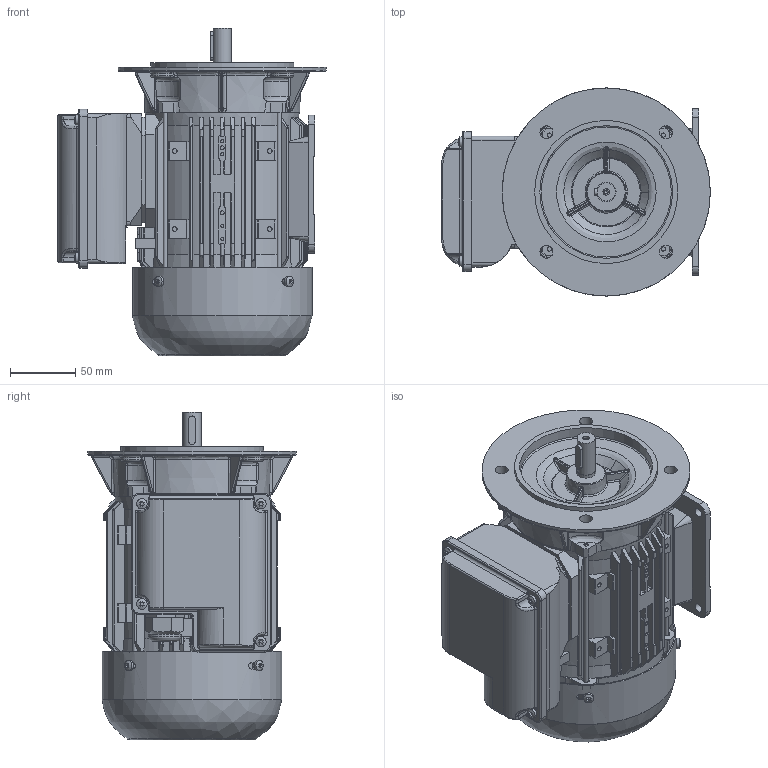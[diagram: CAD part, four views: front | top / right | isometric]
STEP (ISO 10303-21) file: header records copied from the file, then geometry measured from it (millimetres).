
FILE_DESCRIPTION(/* description */ (''),/* implementation_level */ '2;1');
FILE_NAME(/* name */ 'DIS GORUNUS QM71 PA.stp',/* time_stamp */ '2023-09-26T11:45:08+03:00',/* author */ (''),/* organization */ (''),/* preprocessor_version */ 'ST-DEVELOPER v18.102',/* originating_system */ 'SIEMENS PLM Software NX2206.8101',/* authorisation */ '');
FILE_SCHEMA (('AUTOMOTIVE_DESIGN { 1 0 10303 214 3 1 1 1 }'));
Products named in the file (13): BY6424130xx_004-TKK_QM63-80; BY6434017xx_004-TK_QM63-80; BY6432282xx_005-MOTOR_KAPAGI_QS71FA_ISLEME_YENI; 641304741_AZ-KAMA PARALEL A 5x5x22 St50 DIN6885; BY6424098xx_006-AYAK_QS71_SOL_63191ID; BY6424097xx_006-AYAK_QS71_SAG_63193ID; BY6423004xx_005-FAN_KAPAGI_QS71; 6425006xx_AC-QS71_FAN; AR-000001532980_001-QE71 MIL; AR-000001532960_001-MOTOR_KAPAGI_QS71KTA_ISLEME; 6415186xx_AD-TERMINAL_KUTUSU_CONTASI_QS_63-80; BY6444009xx_006-GOVDE_QS71; AR-000001542368_001-DIS GORUNUS QM71 PA
Assembly tree (12 placements, depth 2):
  AR-000001542368_001-DIS GORUNUS QM71 PA
    BY6444009xx_006-GOVDE_QS71
    6415186xx_AD-TERMINAL_KUTUSU_CONTASI_QS_63-80
    AR-000001532960_001-MOTOR_KAPAGI_QS71KTA_ISLEME
    AR-000001532980_001-QE71 MIL
    6425006xx_AC-QS71_FAN
    BY6423004xx_005-FAN_KAPAGI_QS71
    BY6424097xx_006-AYAK_QS71_SAG_63193ID
    BY6424098xx_006-AYAK_QS71_SOL_63191ID
    641304741_AZ-KAMA PARALEL A 5x5x22 St50 DIN6885
    BY6432282xx_005-MOTOR_KAPAGI_QS71FA_ISLEME_YENI
    BY6434017xx_004-TK_QM63-80
    BY6424130xx_004-TKK_QM63-80
Bounding box: 206.5 x 160 x 252 mm (x, y, z)
Volume: 807722.8 mm3; surface area: 512230.9 mm2
Topology: 26 solids, 30 shells, 3055 faces, 8157 edges, 5178 vertices
Faces by surface type: plane 1315, cylinder 833, bspline 565, cone 172, torus 85, extrusion 83, sphere 2
Full cylindrical faces by diameter (mm): 2.5 x10, 3 x13, 3.3 x17, 3.65 x12, 3.7 x3, 4 x8, 4.5 x8, 4.6 x2, 4.65 x4, 4.8 x4, 5 x2, 5.2 x4, 6 x1, 6.4 x1, 7 x4, 8 x9, 10 x4, 12 x1, 12.4 x1, 14 x2, 14.2 x2, 14.96 x1, 15 x2, 15.2 x1, 19 x1, 19.84 x1, 21.16 x1, 22.5 x1, 24 x1, 25.28 x1
Entity records: 116256 total; most frequent: CARTESIAN_POINT 43498, ORIENTED_EDGE 15766, DIRECTION 12516, EDGE_CURVE 7883, VERTEX_POINT 5155, AXIS2_PLACEMENT_3D 4481, VECTOR 3554, EDGE_LOOP 3520
